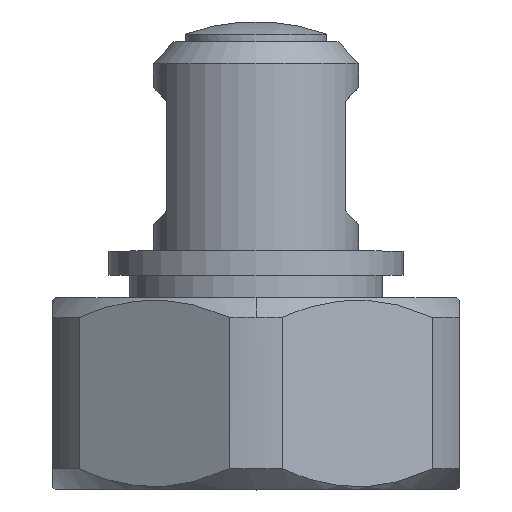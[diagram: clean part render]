
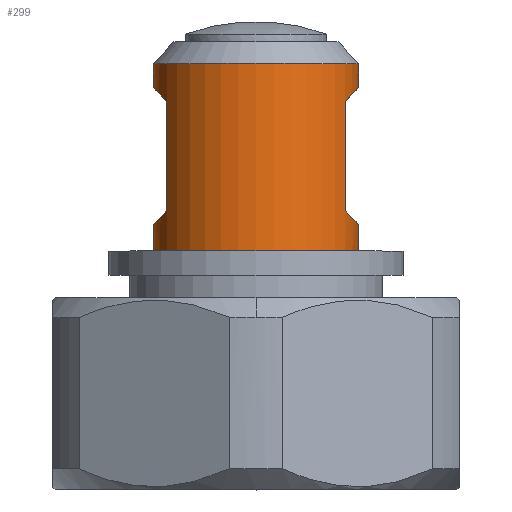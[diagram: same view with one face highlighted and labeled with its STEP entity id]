
A CAD part, top view. The second image highlights one B-rep face of the part: STEP entity #299.
In plain terms, the highlighted cylindrical face has radius 8.072 mm (diameter 16.145 mm), a partial arc.
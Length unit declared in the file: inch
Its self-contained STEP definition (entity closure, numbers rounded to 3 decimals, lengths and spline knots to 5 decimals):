
#195 = CARTESIAN_POINT ( 'NONE',  ( 0.17223, 0., 0.31782 ) ) ;
#299 = ADVANCED_FACE ( 'NONE', ( #7476 ), #11734, .T. ) ;
#313 = CARTESIAN_POINT ( 'NONE',  ( -0.25223, 0.05587, -0.31782 ) ) ;
#565 = EDGE_CURVE ( 'NONE', #1553, #5176, #6912, .T. ) ;
#570 = VECTOR ( 'NONE', #9028, 39.37008 ) ;
#683 = ORIENTED_EDGE ( 'NONE', *, *, #12633, .F. ) ;
#708 = CIRCLE ( 'NONE', #8362, 0.31782 ) ;
#786 = CARTESIAN_POINT ( 'NONE',  ( 0.17223, 0., -0.31782 ) ) ;
#824 = CARTESIAN_POINT ( 'NONE',  ( -0.25223, 0., -0.31782 ) ) ;
#841 = EDGE_CURVE ( 'NONE', #2127, #2113, #6602, .T. ) ;
#1064 = VECTOR ( 'NONE', #2613, 39.37008 ) ;
#1101 = CARTESIAN_POINT ( 'NONE',  ( -0.33418, 0., 0. ) ) ;
#1156 = CARTESIAN_POINT ( 'NONE',  ( 0.17223, 0.05587, 0.31782 ) ) ;
#1168 = DIRECTION ( 'NONE',  ( 0., 0., -1. ) ) ;
#1386 = LINE ( 'NONE', #6866, #7317 ) ;
#1553 = VERTEX_POINT ( 'NONE', #786 ) ;
#1885 = AXIS2_PLACEMENT_3D ( 'NONE', #2342, #4522, #1168 ) ;
#1965 = CARTESIAN_POINT ( 'NONE',  ( 0.31399, 0., 0.31782 ) ) ;
#1986 = ORIENTED_EDGE ( 'NONE', *, *, #841, .T. ) ;
#2010 = ORIENTED_EDGE ( 'NONE', *, *, #565, .F. ) ;
#2071 = EDGE_LOOP ( 'NONE', ( #12274, #11529, #6106, #6253, #6787, #1986, #13304, #2010, #3803, #9367, #3986, #683 ) ) ;
#2113 = VERTEX_POINT ( 'NONE', #2462 ) ;
#2127 = VERTEX_POINT ( 'NONE', #195 ) ;
#2243 = DIRECTION ( 'NONE',  ( 0., 0., -1. ) ) ;
#2342 = CARTESIAN_POINT ( 'NONE',  ( 0.31399, 0., 0. ) ) ;
#2435 = CARTESIAN_POINT ( 'NONE',  ( -0.21, 0.15829, -0.27559 ) ) ;
#2460 = CARTESIAN_POINT ( 'NONE',  ( 0.15783, 0.10985, 0.30342 ) ) ;
#2462 = CARTESIAN_POINT ( 'NONE',  ( 0.24628, 0., 0.31782 ) ) ;
#2530 =( BOUNDED_CURVE ( )  B_SPLINE_CURVE ( 3, ( #6437, #2460, #1156, #4443 ),
 .UNSPECIFIED., .F., .F. ) 
 B_SPLINE_CURVE_WITH_KNOTS ( ( 4, 4 ),
 ( 5.76182, 6.28319 ),
 .UNSPECIFIED. ) 
 CURVE ( )  GEOMETRIC_REPRESENTATION_ITEM ( )  RATIONAL_B_SPLINE_CURVE ( ( 1., 0.977, 0.977, 1. ) ) 
 REPRESENTATION_ITEM ( '' )  );
#2607 =( BOUNDED_CURVE ( )  B_SPLINE_CURVE ( 3, ( #7935, #4635, #12178, #8827 ),
 .UNSPECIFIED., .F., .F. ) 
 B_SPLINE_CURVE_WITH_KNOTS ( ( 4, 4 ),
 ( 3.14159, 3.66296 ),
 .UNSPECIFIED. ) 
 CURVE ( )  GEOMETRIC_REPRESENTATION_ITEM ( )  RATIONAL_B_SPLINE_CURVE ( ( 1., 0.977, 0.977, 1. ) ) 
 REPRESENTATION_ITEM ( '' )  );
#2613 = DIRECTION ( 'NONE',  ( 1., 0., 0. ) ) ;
#2795 = CARTESIAN_POINT ( 'NONE',  ( 0.15783, 0.10985, -0.30342 ) ) ;
#2894 = EDGE_CURVE ( 'NONE', #10779, #4525, #13254, .T. ) ;
#3047 = CARTESIAN_POINT ( 'NONE',  ( -0.21, 0.15829, 0.27559 ) ) ;
#3070 = EDGE_CURVE ( 'NONE', #5436, #10779, #8674, .T. ) ;
#3504 = EDGE_CURVE ( 'NONE', #12839, #10698, #2607, .T. ) ;
#3633 = VECTOR ( 'NONE', #8454, 39.37008 ) ;
#3803 = ORIENTED_EDGE ( 'NONE', *, *, #5345, .T. ) ;
#3887 = CARTESIAN_POINT ( 'NONE',  ( 0.13, 0.15829, -0.27559 ) ) ;
#3986 = ORIENTED_EDGE ( 'NONE', *, *, #2894, .T. ) ;
#4027 = CARTESIAN_POINT ( 'NONE',  ( 0.13, 0.15829, -0.27559 ) ) ;
#4233 = EDGE_CURVE ( 'NONE', #6977, #11074, #708, .T. ) ;
#4443 = CARTESIAN_POINT ( 'NONE',  ( 0.17223, 0., 0.31782 ) ) ;
#4522 = DIRECTION ( 'NONE',  ( 1., 0., 0. ) ) ;
#4525 = VERTEX_POINT ( 'NONE', #824 ) ;
#4561 = CARTESIAN_POINT ( 'NONE',  ( -0.33418, 0., 0.31782 ) ) ;
#4635 = CARTESIAN_POINT ( 'NONE',  ( -0.25223, 0.05587, 0.31782 ) ) ;
#4930 = CARTESIAN_POINT ( 'NONE',  ( 0.31399, 0.15829, 0.27559 ) ) ;
#5148 = VECTOR ( 'NONE', #5786, 39.37008 ) ;
#5176 = VERTEX_POINT ( 'NONE', #8718 ) ;
#5345 = EDGE_CURVE ( 'NONE', #1553, #5436, #10937, .T. ) ;
#5432 = EDGE_CURVE ( 'NONE', #6977, #12839, #11360, .T. ) ;
#5436 = VERTEX_POINT ( 'NONE', #3887 ) ;
#5690 = CARTESIAN_POINT ( 'NONE',  ( 0.13, 0.15829, 0.27559 ) ) ;
#5772 = DIRECTION ( 'NONE',  ( 0., 0., -1. ) ) ;
#5786 = DIRECTION ( 'NONE',  ( -1., 0., 0. ) ) ;
#5936 = CARTESIAN_POINT ( 'NONE',  ( 0.31399, 0., -0.31782 ) ) ;
#6034 = VERTEX_POINT ( 'NONE', #5690 ) ;
#6075 = EDGE_CURVE ( 'NONE', #10698, #6034, #9119, .T. ) ;
#6106 = ORIENTED_EDGE ( 'NONE', *, *, #3504, .T. ) ;
#6253 = ORIENTED_EDGE ( 'NONE', *, *, #6075, .T. ) ;
#6403 = EDGE_CURVE ( 'NONE', #6034, #2127, #2530, .T. ) ;
#6437 = CARTESIAN_POINT ( 'NONE',  ( 0.13, 0.15829, 0.27559 ) ) ;
#6602 = LINE ( 'NONE', #12769, #3633 ) ;
#6787 = ORIENTED_EDGE ( 'NONE', *, *, #6403, .T. ) ;
#6866 = CARTESIAN_POINT ( 'NONE',  ( 0.31399, 0., -0.31782 ) ) ;
#6872 = AXIS2_PLACEMENT_3D ( 'NONE', #11631, #8617, #2243 ) ;
#6912 = LINE ( 'NONE', #5936, #570 ) ;
#6977 = VERTEX_POINT ( 'NONE', #4561 ) ;
#7317 = VECTOR ( 'NONE', #13089, 39.37008 ) ;
#7476 = FACE_OUTER_BOUND ( 'NONE', #2071, .T. ) ;
#7935 = CARTESIAN_POINT ( 'NONE',  ( -0.25223, 0., 0.31782 ) ) ;
#8094 = CARTESIAN_POINT ( 'NONE',  ( -0.25223, 0., 0.31782 ) ) ;
#8362 = AXIS2_PLACEMENT_3D ( 'NONE', #1101, #13092, #5772 ) ;
#8454 = DIRECTION ( 'NONE',  ( 1., 0., 0. ) ) ;
#8491 = VECTOR ( 'NONE', #9303, 39.37008 ) ;
#8617 = DIRECTION ( 'NONE',  ( -1., 0., 0. ) ) ;
#8674 = LINE ( 'NONE', #9903, #5148 ) ;
#8718 = CARTESIAN_POINT ( 'NONE',  ( 0.24628, 0., -0.31782 ) ) ;
#8827 = CARTESIAN_POINT ( 'NONE',  ( -0.21, 0.15829, 0.27559 ) ) ;
#9028 = DIRECTION ( 'NONE',  ( 1., 0., 0. ) ) ;
#9119 = LINE ( 'NONE', #4930, #1064 ) ;
#9164 = CARTESIAN_POINT ( 'NONE',  ( 0.17223, 0., -0.31782 ) ) ;
#9303 = DIRECTION ( 'NONE',  ( 1., 0., 0. ) ) ;
#9367 = ORIENTED_EDGE ( 'NONE', *, *, #3070, .T. ) ;
#9903 = CARTESIAN_POINT ( 'NONE',  ( 0.31399, 0.15829, -0.27559 ) ) ;
#9938 = CIRCLE ( 'NONE', #6872, 0.31782 ) ;
#10698 = VERTEX_POINT ( 'NONE', #3047 ) ;
#10738 = CARTESIAN_POINT ( 'NONE',  ( -0.23783, 0.10985, -0.30342 ) ) ;
#10779 = VERTEX_POINT ( 'NONE', #2435 ) ;
#10937 =( BOUNDED_CURVE ( )  B_SPLINE_CURVE ( 3, ( #9164, #11425, #2795, #4027 ),
 .UNSPECIFIED., .F., .F. ) 
 B_SPLINE_CURVE_WITH_KNOTS ( ( 4, 4 ),
 ( 0., 0.52137 ),
 .UNSPECIFIED. ) 
 CURVE ( )  GEOMETRIC_REPRESENTATION_ITEM ( )  RATIONAL_B_SPLINE_CURVE ( ( 1., 0.977, 0.977, 1. ) ) 
 REPRESENTATION_ITEM ( '' )  );
#11074 = VERTEX_POINT ( 'NONE', #11400 ) ;
#11360 = LINE ( 'NONE', #1965, #8491 ) ;
#11400 = CARTESIAN_POINT ( 'NONE',  ( -0.33418, 0., -0.31782 ) ) ;
#11425 = CARTESIAN_POINT ( 'NONE',  ( 0.17223, 0.05587, -0.31782 ) ) ;
#11491 = CARTESIAN_POINT ( 'NONE',  ( -0.25223, 0., -0.31782 ) ) ;
#11529 = ORIENTED_EDGE ( 'NONE', *, *, #5432, .T. ) ;
#11631 = CARTESIAN_POINT ( 'NONE',  ( 0.24628, 0., 0. ) ) ;
#11734 = CYLINDRICAL_SURFACE ( 'NONE', #1885, 0.31782 ) ;
#11763 = CARTESIAN_POINT ( 'NONE',  ( -0.21, 0.15829, -0.27559 ) ) ;
#12034 = EDGE_CURVE ( 'NONE', #2113, #5176, #9938, .T. ) ;
#12178 = CARTESIAN_POINT ( 'NONE',  ( -0.23783, 0.10985, 0.30342 ) ) ;
#12274 = ORIENTED_EDGE ( 'NONE', *, *, #4233, .F. ) ;
#12633 = EDGE_CURVE ( 'NONE', #11074, #4525, #1386, .T. ) ;
#12769 = CARTESIAN_POINT ( 'NONE',  ( 0.31399, 0., 0.31782 ) ) ;
#12839 = VERTEX_POINT ( 'NONE', #8094 ) ;
#13089 = DIRECTION ( 'NONE',  ( 1., 0., 0. ) ) ;
#13092 = DIRECTION ( 'NONE',  ( -1., 0., 0. ) ) ;
#13254 =( BOUNDED_CURVE ( )  B_SPLINE_CURVE ( 3, ( #11763, #10738, #313, #11491 ),
 .UNSPECIFIED., .F., .F. ) 
 B_SPLINE_CURVE_WITH_KNOTS ( ( 4, 4 ),
 ( 2.62023, 3.14159 ),
 .UNSPECIFIED. ) 
 CURVE ( )  GEOMETRIC_REPRESENTATION_ITEM ( )  RATIONAL_B_SPLINE_CURVE ( ( 1., 0.977, 0.977, 1. ) ) 
 REPRESENTATION_ITEM ( '' )  );
#13304 = ORIENTED_EDGE ( 'NONE', *, *, #12034, .T. ) ;
